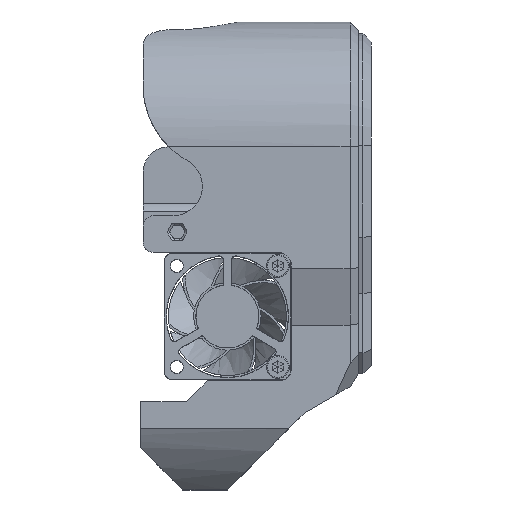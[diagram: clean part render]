
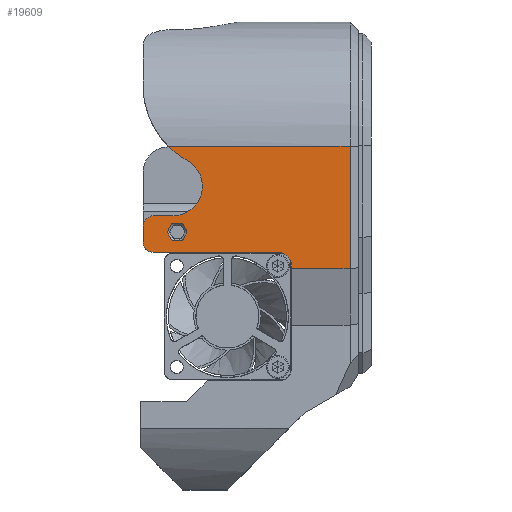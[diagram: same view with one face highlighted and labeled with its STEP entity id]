
A CAD part, front view. The second image highlights one B-rep face of the part: STEP entity #19609.
In plain terms, the highlighted planar face has unit normal (0, -1, 0).
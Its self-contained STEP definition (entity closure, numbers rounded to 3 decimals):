
#216=FACE_BOUND('',#2948,.T.);
#437=PLANE('',#21441);
#1749=FACE_OUTER_BOUND('',#2947,.T.);
#2947=EDGE_LOOP('',(#14749,#14750,#14751,#14752,#14753,#14754,#14755,#14756,
#14757,#14758,#14759,#14760));
#2948=EDGE_LOOP('',(#14761,#14762,#14763,#14764,#14765,#14766,#14767,#14768,
#14769,#14770,#14771,#14772));
#4212=LINE('',#31507,#5573);
#4217=LINE('',#31521,#5578);
#4221=LINE('',#31533,#5582);
#4225=LINE('',#31545,#5586);
#4229=LINE('',#31557,#5590);
#4233=LINE('',#31569,#5594);
#4245=LINE('',#31605,#5606);
#4246=LINE('',#31609,#5607);
#4247=LINE('',#31611,#5608);
#4248=LINE('',#31613,#5609);
#4249=LINE('',#31615,#5610);
#4250=LINE('',#31621,#5611);
#4251=LINE('',#31624,#5612);
#5573=VECTOR('',#25083,10.);
#5578=VECTOR('',#25096,10.);
#5582=VECTOR('',#25108,10.);
#5586=VECTOR('',#25120,10.);
#5590=VECTOR('',#25132,10.);
#5594=VECTOR('',#25144,10.);
#5606=VECTOR('',#25184,10.);
#5607=VECTOR('',#25187,10.);
#5608=VECTOR('',#25188,10.);
#5609=VECTOR('',#25189,10.);
#5610=VECTOR('',#25190,10.);
#5611=VECTOR('',#25195,10.);
#5612=VECTOR('',#25198,10.);
#7046=CIRCLE('',#21410,1.);
#7048=CIRCLE('',#21414,1.);
#7050=CIRCLE('',#21418,1.);
#7052=CIRCLE('',#21422,1.);
#7054=CIRCLE('',#21426,1.);
#7056=CIRCLE('',#21430,1.);
#7061=CIRCLE('',#21442,2.5);
#7062=CIRCLE('',#21443,3.25);
#7063=CIRCLE('',#21444,20.5);
#7064=CIRCLE('',#21445,7.);
#7065=CIRCLE('',#21446,2.5);
#8428=VERTEX_POINT('',#31504);
#8429=VERTEX_POINT('',#31506);
#8432=VERTEX_POINT('',#31513);
#8434=VERTEX_POINT('',#31519);
#8436=VERTEX_POINT('',#31525);
#8438=VERTEX_POINT('',#31531);
#8440=VERTEX_POINT('',#31537);
#8442=VERTEX_POINT('',#31543);
#8444=VERTEX_POINT('',#31549);
#8446=VERTEX_POINT('',#31555);
#8448=VERTEX_POINT('',#31561);
#8450=VERTEX_POINT('',#31567);
#8458=VERTEX_POINT('',#31601);
#8459=VERTEX_POINT('',#31602);
#8460=VERTEX_POINT('',#31604);
#8461=VERTEX_POINT('',#31606);
#8462=VERTEX_POINT('',#31608);
#8463=VERTEX_POINT('',#31610);
#8464=VERTEX_POINT('',#31612);
#8465=VERTEX_POINT('',#31614);
#8466=VERTEX_POINT('',#31616);
#8467=VERTEX_POINT('',#31618);
#8468=VERTEX_POINT('',#31620);
#8469=VERTEX_POINT('',#31622);
#10679=EDGE_CURVE('',#8428,#8429,#4212,.T.);
#10683=EDGE_CURVE('',#8432,#8428,#7046,.T.);
#10686=EDGE_CURVE('',#8434,#8432,#4217,.T.);
#10689=EDGE_CURVE('',#8436,#8434,#7048,.T.);
#10692=EDGE_CURVE('',#8438,#8436,#4221,.T.);
#10695=EDGE_CURVE('',#8440,#8438,#7050,.T.);
#10698=EDGE_CURVE('',#8442,#8440,#4225,.T.);
#10701=EDGE_CURVE('',#8444,#8442,#7052,.T.);
#10704=EDGE_CURVE('',#8446,#8444,#4229,.T.);
#10707=EDGE_CURVE('',#8448,#8446,#7054,.T.);
#10710=EDGE_CURVE('',#8450,#8448,#4233,.T.);
#10712=EDGE_CURVE('',#8429,#8450,#7056,.T.);
#10727=EDGE_CURVE('',#8458,#8459,#7061,.T.);
#10728=EDGE_CURVE('',#8460,#8458,#4245,.T.);
#10729=EDGE_CURVE('',#8460,#8461,#7062,.T.);
#10730=EDGE_CURVE('',#8461,#8462,#4246,.T.);
#10731=EDGE_CURVE('',#8463,#8462,#4247,.F.);
#10732=EDGE_CURVE('',#8464,#8463,#4248,.T.);
#10733=EDGE_CURVE('',#8465,#8464,#4249,.T.);
#10734=EDGE_CURVE('',#8466,#8465,#7063,.T.);
#10735=EDGE_CURVE('',#8467,#8466,#7064,.T.);
#10736=EDGE_CURVE('',#8467,#8468,#4250,.T.);
#10737=EDGE_CURVE('',#8469,#8468,#7065,.T.);
#10738=EDGE_CURVE('',#8459,#8469,#4251,.T.);
#14749=ORIENTED_EDGE('',*,*,#10727,.F.);
#14750=ORIENTED_EDGE('',*,*,#10728,.F.);
#14751=ORIENTED_EDGE('',*,*,#10729,.T.);
#14752=ORIENTED_EDGE('',*,*,#10730,.T.);
#14753=ORIENTED_EDGE('',*,*,#10731,.F.);
#14754=ORIENTED_EDGE('',*,*,#10732,.F.);
#14755=ORIENTED_EDGE('',*,*,#10733,.F.);
#14756=ORIENTED_EDGE('',*,*,#10734,.F.);
#14757=ORIENTED_EDGE('',*,*,#10735,.F.);
#14758=ORIENTED_EDGE('',*,*,#10736,.T.);
#14759=ORIENTED_EDGE('',*,*,#10737,.F.);
#14760=ORIENTED_EDGE('',*,*,#10738,.F.);
#14761=ORIENTED_EDGE('',*,*,#10679,.F.);
#14762=ORIENTED_EDGE('',*,*,#10683,.F.);
#14763=ORIENTED_EDGE('',*,*,#10686,.F.);
#14764=ORIENTED_EDGE('',*,*,#10689,.F.);
#14765=ORIENTED_EDGE('',*,*,#10692,.F.);
#14766=ORIENTED_EDGE('',*,*,#10695,.F.);
#14767=ORIENTED_EDGE('',*,*,#10698,.F.);
#14768=ORIENTED_EDGE('',*,*,#10701,.F.);
#14769=ORIENTED_EDGE('',*,*,#10704,.F.);
#14770=ORIENTED_EDGE('',*,*,#10707,.F.);
#14771=ORIENTED_EDGE('',*,*,#10710,.F.);
#14772=ORIENTED_EDGE('',*,*,#10712,.F.);
#19609=ADVANCED_FACE('',(#1749,#216),#437,.F.);
#21410=AXIS2_PLACEMENT_3D('',#31515,#25089,#25090);
#21414=AXIS2_PLACEMENT_3D('',#31527,#25101,#25102);
#21418=AXIS2_PLACEMENT_3D('',#31539,#25113,#25114);
#21422=AXIS2_PLACEMENT_3D('',#31551,#25125,#25126);
#21426=AXIS2_PLACEMENT_3D('',#31563,#25137,#25138);
#21430=AXIS2_PLACEMENT_3D('',#31572,#25148,#25149);
#21441=AXIS2_PLACEMENT_3D('',#31600,#25180,#25181);
#21442=AXIS2_PLACEMENT_3D('',#31603,#25182,#25183);
#21443=AXIS2_PLACEMENT_3D('',#31607,#25185,#25186);
#21444=AXIS2_PLACEMENT_3D('',#31617,#25191,#25192);
#21445=AXIS2_PLACEMENT_3D('',#31619,#25193,#25194);
#21446=AXIS2_PLACEMENT_3D('',#31623,#25196,#25197);
#25083=DIRECTION('',(-1.,0.,0.));
#25089=DIRECTION('center_axis',(0.,-1.,0.));
#25090=DIRECTION('ref_axis',(0.866,0.,0.5));
#25096=DIRECTION('',(-0.5,0.,0.866));
#25101=DIRECTION('center_axis',(0.,-1.,0.));
#25102=DIRECTION('ref_axis',(0.866,0.,-0.5));
#25108=DIRECTION('',(0.5,0.,0.866));
#25113=DIRECTION('center_axis',(0.,-1.,0.));
#25114=DIRECTION('ref_axis',(0.,0.,
-1.));
#25120=DIRECTION('',(1.,0.,0.));
#25125=DIRECTION('center_axis',(0.,-1.,0.));
#25126=DIRECTION('ref_axis',(-0.866,0.,-0.5));
#25132=DIRECTION('',(0.5,0.,-0.866));
#25137=DIRECTION('center_axis',(0.,-1.,0.));
#25138=DIRECTION('ref_axis',(-0.866,0.,0.5));
#25144=DIRECTION('',(-0.5,0.,-0.866));
#25148=DIRECTION('center_axis',(0.,-1.,0.));
#25149=DIRECTION('ref_axis',(0.,0.,1.));
#25180=DIRECTION('center_axis',(0.,1.,0.));
#25181=DIRECTION('ref_axis',(0.,0.,
1.));
#25182=DIRECTION('center_axis',(0.,1.,0.));
#25183=DIRECTION('ref_axis',(-0.707,0.,-0.707));
#25184=DIRECTION('',(-1.,0.,0.));
#25185=DIRECTION('center_axis',(0.,1.,0.));
#25186=DIRECTION('ref_axis',(0.,0.,
1.));
#25187=DIRECTION('',(0.,0.,-1.));
#25188=DIRECTION('',(1.,0.,0.));
#25189=DIRECTION('',(0.,0.,-1.));
#25190=DIRECTION('',(1.,0.,0.));
#25191=DIRECTION('center_axis',(0.,1.,0.));
#25192=DIRECTION('ref_axis',(-0.707,0.,-0.707));
#25193=DIRECTION('center_axis',(0.,-1.,0.));
#25194=DIRECTION('ref_axis',(0.,0.,1.));
#25195=DIRECTION('',(-1.,0.,0.));
#25196=DIRECTION('center_axis',(0.,1.,0.));
#25197=DIRECTION('ref_axis',(-0.707,0.,0.707));
#25198=DIRECTION('',(0.,0.,1.));
#31504=CARTESIAN_POINT('',(-33.429,99.753,28.786));
#31506=CARTESIAN_POINT('',(-34.7,99.753,28.786));
#31507=CARTESIAN_POINT('',(-14.37,99.753,28.786));
#31513=CARTESIAN_POINT('',(-32.563,99.753,28.286));
#31515=CARTESIAN_POINT('Origin',(-33.429,99.753,27.786));
#31519=CARTESIAN_POINT('',(-31.928,99.753,27.186));
#31521=CARTESIAN_POINT('',(-26.85,99.753,18.39));
#31525=CARTESIAN_POINT('',(-31.928,99.753,26.186));
#31527=CARTESIAN_POINT('Origin',(-32.794,99.753,26.686));
#31531=CARTESIAN_POINT('',(-32.563,99.753,25.086));
#31533=CARTESIAN_POINT('',(-27.636,99.753,33.621));
#31537=CARTESIAN_POINT('',(-33.429,99.753,24.586));
#31539=CARTESIAN_POINT('Origin',(-33.429,99.753,25.586));
#31543=CARTESIAN_POINT('',(-34.7,99.753,24.586));
#31545=CARTESIAN_POINT('',(-13.735,99.753,24.586));
#31549=CARTESIAN_POINT('',(-35.566,99.753,25.086));
#31551=CARTESIAN_POINT('Origin',(-34.7,99.753,25.586));
#31555=CARTESIAN_POINT('',(-36.201,99.753,26.186));
#31557=CARTESIAN_POINT('',(-30.17,99.753,15.74));
#31561=CARTESIAN_POINT('',(-36.201,99.753,27.186));
#31563=CARTESIAN_POINT('Origin',(-35.335,99.753,26.686));
#31567=CARTESIAN_POINT('',(-35.566,99.753,28.286));
#31569=CARTESIAN_POINT('',(-31.591,99.753,35.171));
#31572=CARTESIAN_POINT('Origin',(-34.7,99.753,27.786));
#31600=CARTESIAN_POINT('Origin',(5.959,99.753,24.739));
#31601=CARTESIAN_POINT('',(-39.69,99.753,21.796));
#31602=CARTESIAN_POINT('',(-42.19,99.753,24.296));
#31603=CARTESIAN_POINT('Origin',(-39.69,99.753,24.296));
#31604=CARTESIAN_POINT('',(-10.149,99.753,21.796));
#31605=CARTESIAN_POINT('',(-2.095,99.753,21.796));
#31606=CARTESIAN_POINT('',(-6.899,99.753,18.546));
#31607=CARTESIAN_POINT('Origin',(-10.149,99.753,18.546));
#31608=CARTESIAN_POINT('',(-6.899,99.753,17.895));
#31609=CARTESIAN_POINT('',(-6.899,99.753,14.647));
#31610=CARTESIAN_POINT('',(6.959,99.753,17.895));
#31611=CARTESIAN_POINT('',(5.959,99.753,17.895));
#31612=CARTESIAN_POINT('',(6.959,99.753,47.028));
#31613=CARTESIAN_POINT('',(6.959,99.753,23.436));
#31614=CARTESIAN_POINT('',(-36.21,99.753,47.028));
#31615=CARTESIAN_POINT('',(5.959,99.753,47.028));
#31616=CARTESIAN_POINT('',(-31.698,99.753,43.609));
#31617=CARTESIAN_POINT('Origin',(-21.69,99.753,61.5));
#31618=CARTESIAN_POINT('',(-35.115,99.753,30.499));
#31619=CARTESIAN_POINT('Origin',(-35.115,99.753,37.499));
#31620=CARTESIAN_POINT('',(-39.69,99.753,30.499));
#31621=CARTESIAN_POINT('',(-5.556,99.753,30.499));
#31622=CARTESIAN_POINT('',(-42.19,99.753,27.999));
#31623=CARTESIAN_POINT('Origin',(-39.69,99.753,27.999));
#31624=CARTESIAN_POINT('',(-42.19,99.753,35.558));
